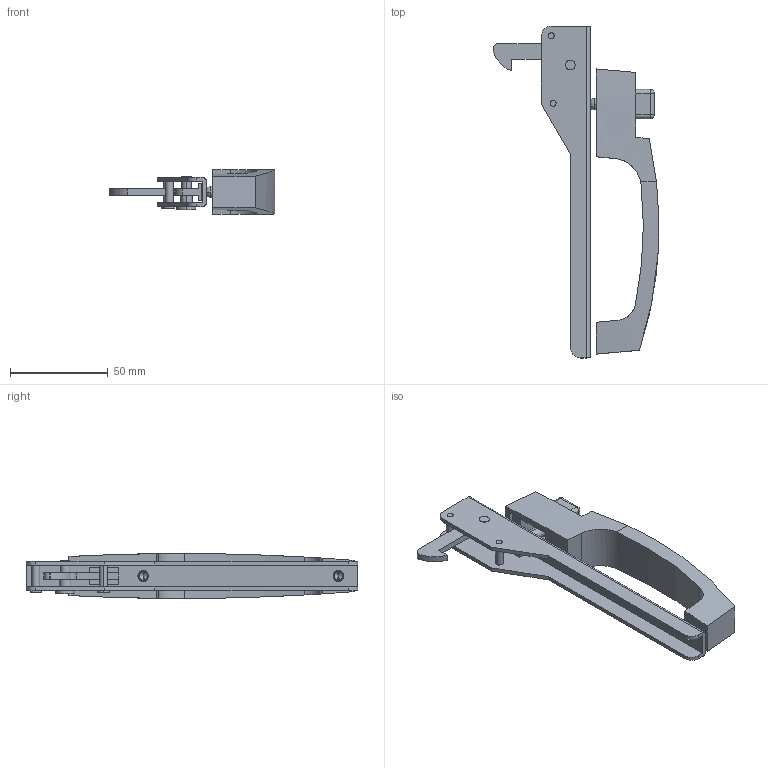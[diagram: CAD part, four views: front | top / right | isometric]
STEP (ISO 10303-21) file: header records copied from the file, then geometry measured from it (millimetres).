
FILE_DESCRIPTION (( 'STEP AP203' ), '1' );
FILE_NAME ('A-232.STEP', '2012-09-06T01:44:08', ( '11sw' ), ( 'タキゲン製造株式会社' ), 'SwSTEP 2.0', 'SolidWorks 2011', '' );
FILE_SCHEMA (( 'CONFIG_CONTROL_DESIGN' ));
Length unit declared in the file: millimetre
Products named in the file (5): A-232; A-232鎌_; A-232押し口; A-232ケース_; A-232ハンドル_
Assembly tree (4 placements, depth 2):
  A-232
    A-232ハンドル_
    A-232鎌_
    A-232ケース_
    A-232押し口
Bounding box: 84.98 x 170 x 23 mm (x, y, z)
Volume: 57687.4 mm3; surface area: 31863.5 mm2
Topology: 4 solids, 4 shells, 171 faces, 432 edges, 273 vertices
Faces by surface type: cylinder 85, plane 72, cone 8, sphere 6
Entity records: 5744 total; most frequent: CARTESIAN_POINT 1052, DIRECTION 916, ORIENTED_EDGE 836, EDGE_CURVE 418, AXIS2_PLACEMENT_3D 342, VERTEX_POINT 273, VECTOR 232, LINE 232
